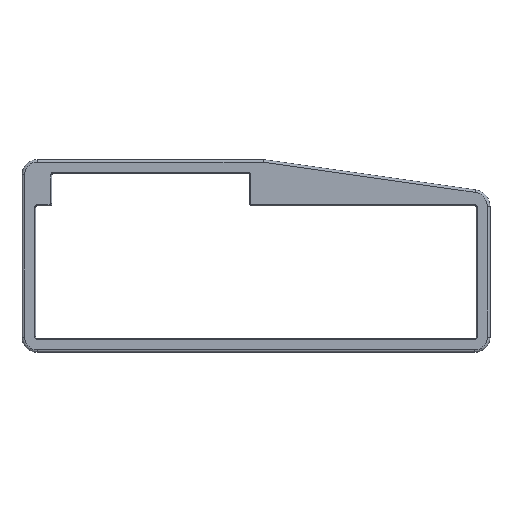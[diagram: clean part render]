
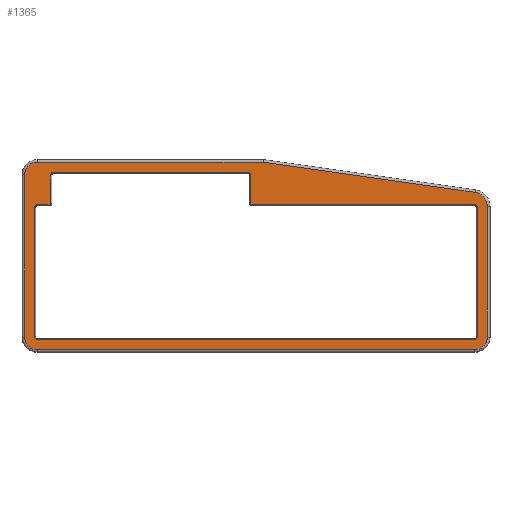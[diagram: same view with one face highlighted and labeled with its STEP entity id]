
A CAD part, top view. The second image highlights one B-rep face of the part: STEP entity #1365.
In plain terms, the highlighted planar face has unit normal (0, 0, 1).
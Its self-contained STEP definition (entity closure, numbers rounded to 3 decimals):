
#27=FACE_BOUND('',#219,.T.);
#42=PLANE('',#1512);
#112=FACE_OUTER_BOUND('',#218,.T.);
#218=EDGE_LOOP('',(#1028,#1029,#1030,#1031,#1032,#1033,#1034,#1035,#1036));
#219=EDGE_LOOP('',(#1037,#1038,#1039,#1040,#1041,#1042,#1043,#1044,#1045,
#1046,#1047,#1048,#1049,#1050,#1051,#1052));
#334=LINE('',#2321,#418);
#335=LINE('',#2325,#419);
#336=LINE('',#2329,#420);
#337=LINE('',#2333,#421);
#338=LINE('',#2336,#422);
#339=LINE('',#2339,#423);
#340=LINE('',#2343,#424);
#341=LINE('',#2347,#425);
#342=LINE('',#2351,#426);
#343=LINE('',#2355,#427);
#344=LINE('',#2359,#428);
#345=LINE('',#2363,#429);
#346=LINE('',#2367,#430);
#418=VECTOR('',#1832,10.);
#419=VECTOR('',#1835,10.);
#420=VECTOR('',#1838,10.);
#421=VECTOR('',#1841,10.);
#422=VECTOR('',#1844,10.);
#423=VECTOR('',#1845,10.);
#424=VECTOR('',#1848,10.);
#425=VECTOR('',#1851,10.);
#426=VECTOR('',#1854,10.);
#427=VECTOR('',#1857,10.);
#428=VECTOR('',#1860,10.);
#429=VECTOR('',#1863,10.);
#430=VECTOR('',#1866,10.);
#516=CIRCLE('',#1513,7.5);
#517=CIRCLE('',#1514,7.5);
#518=CIRCLE('',#1515,7.5);
#519=CIRCLE('',#1516,8.5);
#520=CIRCLE('',#1517,1.575);
#521=CIRCLE('',#1518,0.5);
#522=CIRCLE('',#1519,1.575);
#523=CIRCLE('',#1520,1.575);
#524=CIRCLE('',#1521,1.575);
#525=CIRCLE('',#1522,1.5);
#526=CIRCLE('',#1523,0.5);
#527=CIRCLE('',#1524,1.5);
#639=VERTEX_POINT('',#2319);
#640=VERTEX_POINT('',#2320);
#641=VERTEX_POINT('',#2322);
#642=VERTEX_POINT('',#2324);
#643=VERTEX_POINT('',#2326);
#644=VERTEX_POINT('',#2328);
#645=VERTEX_POINT('',#2330);
#646=VERTEX_POINT('',#2332);
#647=VERTEX_POINT('',#2334);
#648=VERTEX_POINT('',#2337);
#649=VERTEX_POINT('',#2338);
#650=VERTEX_POINT('',#2340);
#651=VERTEX_POINT('',#2342);
#652=VERTEX_POINT('',#2344);
#653=VERTEX_POINT('',#2346);
#654=VERTEX_POINT('',#2348);
#655=VERTEX_POINT('',#2350);
#656=VERTEX_POINT('',#2352);
#657=VERTEX_POINT('',#2354);
#658=VERTEX_POINT('',#2356);
#659=VERTEX_POINT('',#2358);
#660=VERTEX_POINT('',#2360);
#661=VERTEX_POINT('',#2362);
#662=VERTEX_POINT('',#2364);
#663=VERTEX_POINT('',#2366);
#783=EDGE_CURVE('',#639,#640,#334,.T.);
#784=EDGE_CURVE('',#641,#639,#516,.T.);
#785=EDGE_CURVE('',#642,#641,#335,.T.);
#786=EDGE_CURVE('',#643,#642,#517,.T.);
#787=EDGE_CURVE('',#644,#643,#336,.T.);
#788=EDGE_CURVE('',#645,#644,#518,.T.);
#789=EDGE_CURVE('',#646,#645,#337,.T.);
#790=EDGE_CURVE('',#647,#646,#519,.T.);
#791=EDGE_CURVE('',#640,#647,#338,.T.);
#792=EDGE_CURVE('',#648,#649,#339,.T.);
#793=EDGE_CURVE('',#650,#648,#520,.T.);
#794=EDGE_CURVE('',#651,#650,#340,.T.);
#795=EDGE_CURVE('',#652,#651,#521,.T.);
#796=EDGE_CURVE('',#653,#652,#341,.T.);
#797=EDGE_CURVE('',#654,#653,#522,.T.);
#798=EDGE_CURVE('',#655,#654,#342,.T.);
#799=EDGE_CURVE('',#656,#655,#523,.T.);
#800=EDGE_CURVE('',#657,#656,#343,.T.);
#801=EDGE_CURVE('',#658,#657,#524,.T.);
#802=EDGE_CURVE('',#659,#658,#344,.T.);
#803=EDGE_CURVE('',#660,#659,#525,.T.);
#804=EDGE_CURVE('',#661,#660,#345,.T.);
#805=EDGE_CURVE('',#662,#661,#526,.T.);
#806=EDGE_CURVE('',#663,#662,#346,.T.);
#807=EDGE_CURVE('',#649,#663,#527,.T.);
#1028=ORIENTED_EDGE('',*,*,#783,.F.);
#1029=ORIENTED_EDGE('',*,*,#784,.F.);
#1030=ORIENTED_EDGE('',*,*,#785,.F.);
#1031=ORIENTED_EDGE('',*,*,#786,.F.);
#1032=ORIENTED_EDGE('',*,*,#787,.F.);
#1033=ORIENTED_EDGE('',*,*,#788,.F.);
#1034=ORIENTED_EDGE('',*,*,#789,.F.);
#1035=ORIENTED_EDGE('',*,*,#790,.F.);
#1036=ORIENTED_EDGE('',*,*,#791,.F.);
#1037=ORIENTED_EDGE('',*,*,#792,.F.);
#1038=ORIENTED_EDGE('',*,*,#793,.F.);
#1039=ORIENTED_EDGE('',*,*,#794,.F.);
#1040=ORIENTED_EDGE('',*,*,#795,.F.);
#1041=ORIENTED_EDGE('',*,*,#796,.F.);
#1042=ORIENTED_EDGE('',*,*,#797,.F.);
#1043=ORIENTED_EDGE('',*,*,#798,.F.);
#1044=ORIENTED_EDGE('',*,*,#799,.F.);
#1045=ORIENTED_EDGE('',*,*,#800,.F.);
#1046=ORIENTED_EDGE('',*,*,#801,.F.);
#1047=ORIENTED_EDGE('',*,*,#802,.F.);
#1048=ORIENTED_EDGE('',*,*,#803,.F.);
#1049=ORIENTED_EDGE('',*,*,#804,.F.);
#1050=ORIENTED_EDGE('',*,*,#805,.F.);
#1051=ORIENTED_EDGE('',*,*,#806,.F.);
#1052=ORIENTED_EDGE('',*,*,#807,.F.);
#1365=ADVANCED_FACE('',(#112,#27),#42,.T.);
#1512=AXIS2_PLACEMENT_3D('',#2318,#1830,#1831);
#1513=AXIS2_PLACEMENT_3D('',#2323,#1833,#1834);
#1514=AXIS2_PLACEMENT_3D('',#2327,#1836,#1837);
#1515=AXIS2_PLACEMENT_3D('',#2331,#1839,#1840);
#1516=AXIS2_PLACEMENT_3D('',#2335,#1842,#1843);
#1517=AXIS2_PLACEMENT_3D('',#2341,#1846,#1847);
#1518=AXIS2_PLACEMENT_3D('',#2345,#1849,#1850);
#1519=AXIS2_PLACEMENT_3D('',#2349,#1852,#1853);
#1520=AXIS2_PLACEMENT_3D('',#2353,#1855,#1856);
#1521=AXIS2_PLACEMENT_3D('',#2357,#1858,#1859);
#1522=AXIS2_PLACEMENT_3D('',#2361,#1861,#1862);
#1523=AXIS2_PLACEMENT_3D('',#2365,#1864,#1865);
#1524=AXIS2_PLACEMENT_3D('',#2368,#1867,#1868);
#1830=DIRECTION('center_axis',(0.,0.,1.));
#1831=DIRECTION('ref_axis',(1.,0.,0.));
#1832=DIRECTION('',(1.,0.,0.));
#1833=DIRECTION('center_axis',(0.,0.,-1.));
#1834=DIRECTION('ref_axis',(-0.707,0.707,0.));
#1835=DIRECTION('',(0.,1.,0.));
#1836=DIRECTION('center_axis',(0.,0.,-1.));
#1837=DIRECTION('ref_axis',(-0.707,-0.707,0.));
#1838=DIRECTION('',(-1.,0.,0.));
#1839=DIRECTION('center_axis',(0.,0.,-1.));
#1840=DIRECTION('ref_axis',(0.707,-0.707,0.));
#1841=DIRECTION('',(0.,-1.,0.));
#1842=DIRECTION('center_axis',(0.,0.,-1.));
#1843=DIRECTION('ref_axis',(0.755,0.655,0.));
#1844=DIRECTION('',(0.99,-0.141,0.));
#1845=DIRECTION('',(-1.,0.,0.));
#1846=DIRECTION('center_axis',(0.,0.,1.));
#1847=DIRECTION('ref_axis',(0.707,0.707,0.));
#1848=DIRECTION('',(0.,1.,0.));
#1849=DIRECTION('center_axis',(0.,0.,-1.));
#1850=DIRECTION('ref_axis',(-0.707,-0.707,0.));
#1851=DIRECTION('',(-1.,0.,0.));
#1852=DIRECTION('center_axis',(0.,0.,1.));
#1853=DIRECTION('ref_axis',(0.707,0.707,0.));
#1854=DIRECTION('',(0.,1.,0.));
#1855=DIRECTION('center_axis',(0.,0.,1.));
#1856=DIRECTION('ref_axis',(0.707,-0.707,0.));
#1857=DIRECTION('',(1.,0.,0.));
#1858=DIRECTION('center_axis',(0.,0.,1.));
#1859=DIRECTION('ref_axis',(-0.707,-0.707,0.));
#1860=DIRECTION('',(0.,-1.,0.));
#1861=DIRECTION('center_axis',(0.,0.,1.));
#1862=DIRECTION('ref_axis',(-0.707,0.707,0.));
#1863=DIRECTION('',(-1.,0.,0.));
#1864=DIRECTION('center_axis',(0.,0.,-1.));
#1865=DIRECTION('ref_axis',(0.707,-0.707,0.));
#1866=DIRECTION('',(0.,-1.,0.));
#1867=DIRECTION('center_axis',(0.,0.,1.));
#1868=DIRECTION('ref_axis',(-0.707,0.707,0.));
#2318=CARTESIAN_POINT('Origin',(456.588,-133.617,64.055));
#2319=CARTESIAN_POINT('',(327.925,-78.417,64.055));
#2320=CARTESIAN_POINT('',(460.793,-78.417,64.055));
#2321=CARTESIAN_POINT('',(458.744,-78.417,64.055));
#2322=CARTESIAN_POINT('',(320.425,-85.917,64.055));
#2323=CARTESIAN_POINT('Origin',(327.925,-85.917,64.055));
#2324=CARTESIAN_POINT('',(320.425,-181.317,64.055));
#2325=CARTESIAN_POINT('',(320.425,-105.267,64.055));
#2326=CARTESIAN_POINT('',(327.925,-188.817,64.055));
#2327=CARTESIAN_POINT('Origin',(327.925,-181.317,64.055));
#2328=CARTESIAN_POINT('',(585.25,-188.817,64.055));
#2329=CARTESIAN_POINT('',(387.756,-188.817,64.055));
#2330=CARTESIAN_POINT('',(592.75,-181.317,64.055));
#2331=CARTESIAN_POINT('Origin',(585.25,-181.317,64.055));
#2332=CARTESIAN_POINT('',(592.75,-104.64,64.055));
#2333=CARTESIAN_POINT('',(592.75,-161.967,64.055));
#2334=CARTESIAN_POINT('',(585.452,-96.226,64.055));
#2335=CARTESIAN_POINT('Origin',(584.25,-104.64,64.055));
#2336=CARTESIAN_POINT('',(529.219,-88.192,64.055));
#2337=CARTESIAN_POINT('',(451.825,-84.417,64.055));
#2338=CARTESIAN_POINT('',(337.45,-84.417,64.055));
#2339=CARTESIAN_POINT('',(397.019,-84.417,64.055));
#2340=CARTESIAN_POINT('',(453.4,-85.992,64.055));
#2341=CARTESIAN_POINT('Origin',(451.825,-85.992,64.055));
#2342=CARTESIAN_POINT('',(453.4,-102.967,64.055));
#2343=CARTESIAN_POINT('',(453.4,-109.805,64.055));
#2344=CARTESIAN_POINT('',(453.9,-103.467,64.055));
#2345=CARTESIAN_POINT('Origin',(453.9,-102.967,64.055));
#2346=CARTESIAN_POINT('',(585.175,-103.467,64.055));
#2347=CARTESIAN_POINT('',(455.244,-103.467,64.055));
#2348=CARTESIAN_POINT('',(586.75,-105.042,64.055));
#2349=CARTESIAN_POINT('Origin',(585.175,-105.042,64.055));
#2350=CARTESIAN_POINT('',(586.75,-181.242,64.055));
#2351=CARTESIAN_POINT('',(586.75,-119.33,64.055));
#2352=CARTESIAN_POINT('',(585.175,-182.817,64.055));
#2353=CARTESIAN_POINT('Origin',(585.175,-181.242,64.055));
#2354=CARTESIAN_POINT('',(328.,-182.817,64.055));
#2355=CARTESIAN_POINT('',(520.881,-182.817,64.055));
#2356=CARTESIAN_POINT('',(326.425,-181.242,64.055));
#2357=CARTESIAN_POINT('Origin',(328.,-181.242,64.055));
#2358=CARTESIAN_POINT('',(326.425,-104.967,64.055));
#2359=CARTESIAN_POINT('',(326.425,-157.43,64.055));
#2360=CARTESIAN_POINT('',(327.925,-103.467,64.055));
#2361=CARTESIAN_POINT('Origin',(327.925,-104.967,64.055));
#2362=CARTESIAN_POINT('',(335.448,-103.467,64.055));
#2363=CARTESIAN_POINT('',(392.256,-103.467,64.055));
#2364=CARTESIAN_POINT('',(335.948,-102.967,64.055));
#2365=CARTESIAN_POINT('Origin',(335.448,-102.967,64.055));
#2366=CARTESIAN_POINT('',(335.95,-85.917,64.055));
#2367=CARTESIAN_POINT('',(335.947,-118.286,64.055));
#2368=CARTESIAN_POINT('Origin',(337.45,-85.917,64.055));
